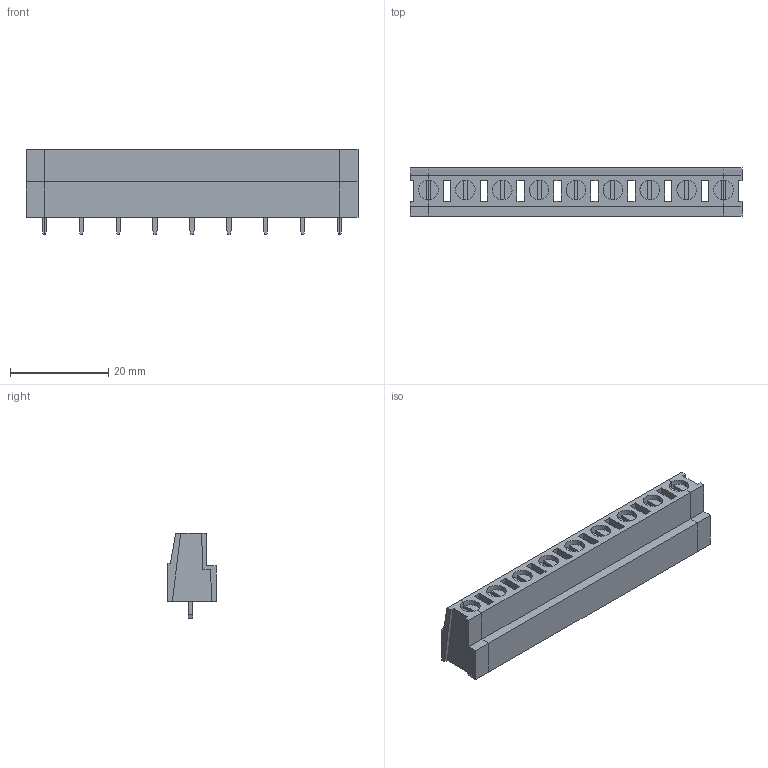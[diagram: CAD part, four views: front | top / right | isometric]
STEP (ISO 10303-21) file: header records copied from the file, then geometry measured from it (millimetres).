
FILE_DESCRIPTION( ( 'Unknown' ), '1' );
FILE_NAME( '691242910009.stp', 'Unknown', ( 'Unknown' ), ( 'Unknown' ), 'PSStep 17.0.49', 'Unknown', ' ' );
FILE_SCHEMA( ( 'AUTOMOTIVE_DESIGN { 1 0 10303 214 1 1 1 1 }' ) );
Length unit declared in the file: millimetre
Products named in the file (4): Assem1; CLA7_5_SX_PRT.PRT; CLA7_5_DX_PRT.PRT; CLA7_5_CNT_PRT.PRT
Assembly tree (3 placements, depth 2):
  Assem1
    CLA7_5_SX_PRT.PRT
    CLA7_5_DX_PRT.PRT
    CLA7_5_CNT_PRT.PRT
Bounding box: 67.5 x 9.8 x 17.3 mm (x, y, z)
Volume: 6018.7 mm3; surface area: 6290.2 mm2
Topology: 3 solids, 3 shells, 423 faces, 1131 edges, 742 vertices
Faces by surface type: plane 392, cylinder 31
Full cylindrical faces by diameter (mm): 4 x7
Entity records: 16336 total; most frequent: CARTESIAN_POINT 2279, ORIENTED_EDGE 2234, DIRECTION 2062, EDGE_CURVE 1117, LINE 1026, VECTOR 1026, VERTEX_POINT 735, AXIS2_PLACEMENT_3D 518
